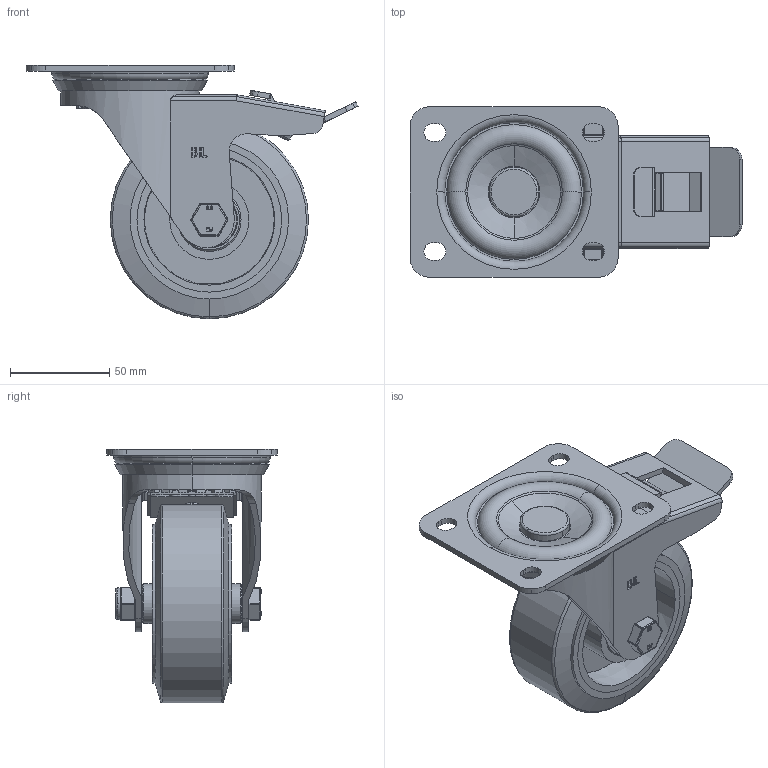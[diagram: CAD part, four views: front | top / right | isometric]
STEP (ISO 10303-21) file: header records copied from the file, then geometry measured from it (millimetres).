
FILE_DESCRIPTION(('STEP AP214'),'1');
FILE_NAME('BZEH100ERBJSWB.STEP','2022-03-10T16:45:49',(' '),(' '),'Spatial InterOp 3D',' ',' ');
FILE_SCHEMA(('AUTOMOTIVE_DESIGN { 1 0 10303 214 1 1 1 1 }'));
Length unit declared in the file: metre
Products named in the file (37): ZINC PLATED, PRESSED STEEL TOP PLATE; ZINC PLATED, PRESSED STEEL TOP PLATE Geometry; Pattern; Component2; BZEH100ASSWB; ZINC PLATED, PRESSED STEEL FORKS; BEARING SEAL; ZINC PLATED, PRESSED STEEL BRAKE PEDAL; BRAKE PAD; BRAKE PAD Geometry; brake bolt; BZEH100ERBJSWB; BZH100WERBJM15; 65 SHORE A BLACK ELASTIC RUBBER; ALUMINIUM RIM; ALUMINIUM RIM Geometry; SPACER; BALL BEARINGS; Component3; BEARING6002; STEEL; STEEL 1; STEEL 3; STEEL 2; RUBBER; TH15X5X10; ZINC PLATED HEADED SPACER; HEXBOLTM10X65Z8.8FULL; GRADE 8.8 FULLY THREADED ZINC PLATED BOLT; NYLOC NUT; RUBBER2; NUT; NYLOCM10Z
Assembly tree (77 placements, depth 5):
  BZEH100ERBJSWB
    BZEH100ASSWB
      ZINC PLATED, PRESSED STEEL TOP PLATE
        ZINC PLATED, PRESSED STEEL TOP PLATE Geometry
        Pattern
          Component2  x20
      ZINC PLATED, PRESSED STEEL FORKS
      BEARING SEAL
      ZINC PLATED, PRESSED STEEL BRAKE PEDAL
      BRAKE PAD
        BRAKE PAD Geometry
        brake bolt
    BZH100WERBJM15
      65 SHORE A BLACK ELASTIC RUBBER
      ALUMINIUM RIM
        ALUMINIUM RIM Geometry
        SPACER
      BEARING6002
        BALL BEARINGS
          Component3  x9
        STEEL
          STEEL 1
          STEEL 3
          STEEL 2
        RUBBER
      BEARING6002
        BALL BEARINGS
          Component3  x9
        STEEL
          STEEL 1
          STEEL 3
          STEEL 2
        RUBBER
    TH15X5X10
      ZINC PLATED HEADED SPACER
    TH15X5X10
      ZINC PLATED HEADED SPACER
    HEXBOLTM10X65Z8.8FULL
      GRADE 8.8 FULLY THREADED ZINC PLATED BOLT
    NYLOCM10Z
      NYLOC NUT
        RUBBER2
        NUT
Bounding box: 167.5 x 86 x 128 mm (x, y, z)
Volume: 338115.7 mm3; surface area: 162004.2 mm2
Topology: 62 solids, 62 shells, 1689 faces, 4523 edges, 2890 vertices
Faces by surface type: plane 630, cylinder 449, extrusion 318, sphere 184, torus 60, cone 44, bspline 4
Entity records: 57341 total; most frequent: CARTESIAN_POINT 26326, ORIENTED_EDGE 6402, DIRECTION 5951, EDGE_CURVE 3201, AXIS2_PLACEMENT_3D 2179, VERTEX_POINT 2081, VECTOR 1593, LINE 1409
